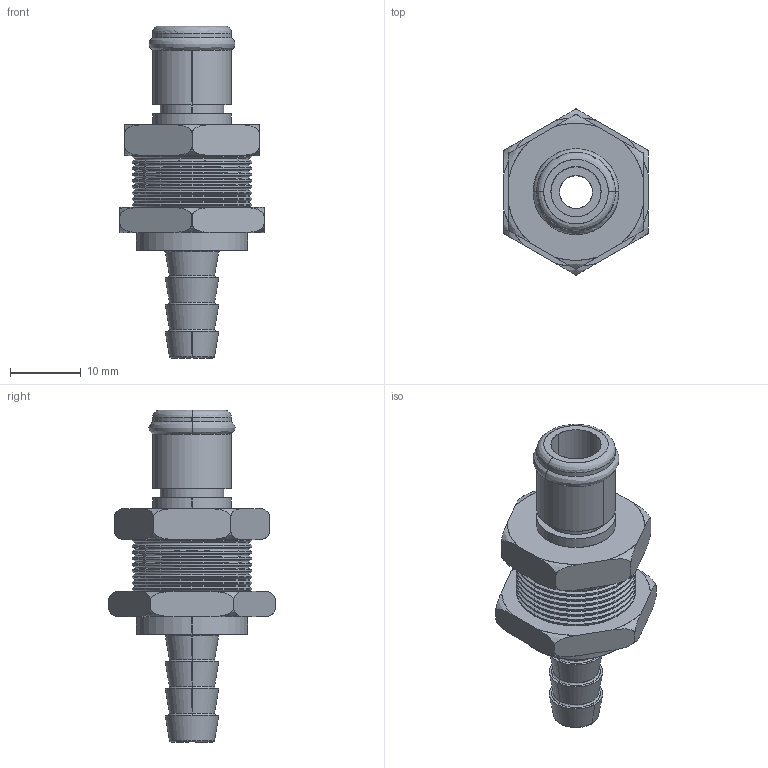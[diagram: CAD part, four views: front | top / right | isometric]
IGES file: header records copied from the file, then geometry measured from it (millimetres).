
Start section: SolidWorks IGES file using analytic representation for surfaces
Global section: file name: 40PP-PE3-04MALD.IGS; native system: SolidWorks 2017; preprocessor: SolidWorks 2017; author: wtsang; date: 170105.144817; units: inch
Bounding box: 20.45 x 23.61 x 47.07 mm (x, y, z)
Surface area: 3887.1 mm2 (no closed solid volume)
Topology: 0 solids, 0 shells, 159 faces, 1958 edges, 1950 vertices
Faces by surface type: revolution 90, bspline 69
